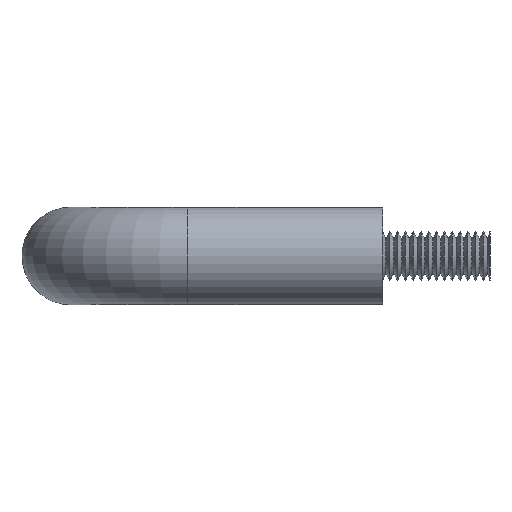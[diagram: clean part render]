
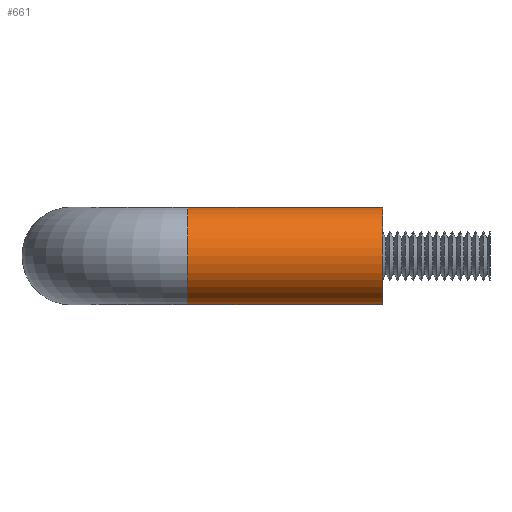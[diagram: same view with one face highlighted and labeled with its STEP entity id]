
A CAD part, left-side view. The second image highlights one B-rep face of the part: STEP entity #661.
In plain terms, the highlighted cylindrical face has radius 5 mm (diameter 10 mm), a full revolution.
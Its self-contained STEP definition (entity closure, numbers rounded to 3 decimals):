
#82=ORIENTED_EDGE('',*,*,#210,.F.);
#83=ORIENTED_EDGE('',*,*,#211,.T.);
#210=EDGE_CURVE('',#274,#274,#338,.T.);
#211=EDGE_CURVE('',#275,#275,#339,.T.);
#274=VERTEX_POINT('',#1131);
#275=VERTEX_POINT('',#1133);
#338=CIRCLE('',#740,5.);
#339=CIRCLE('',#741,5.);
#402=EDGE_LOOP('',(#82));
#403=EDGE_LOOP('',(#83));
#530=FACE_BOUND('',#402,.T.);
#531=FACE_BOUND('',#403,.T.);
#658=CYLINDRICAL_SURFACE('',#739,5.);
#661=ADVANCED_FACE('',(#530,#531),#658,.T.);
#739=AXIS2_PLACEMENT_3D('',#1129,#870,#871);
#740=AXIS2_PLACEMENT_3D('',#1130,#872,#873);
#741=AXIS2_PLACEMENT_3D('',#1132,#874,#875);
#870=DIRECTION('',(0.,-1.,0.));
#871=DIRECTION('',(0.,0.,-1.));
#872=DIRECTION('',(0.,1.,0.));
#873=DIRECTION('',(1.,0.,0.));
#874=DIRECTION('',(0.,1.,0.));
#875=DIRECTION('',(1.,0.,0.));
#1129=CARTESIAN_POINT('',(-55.,20.,0.));
#1130=CARTESIAN_POINT('',(-55.,20.,0.));
#1131=CARTESIAN_POINT('',(-50.,20.,0.));
#1132=CARTESIAN_POINT('',(-55.,0.,0.));
#1133=CARTESIAN_POINT('',(-50.,0.,0.));
